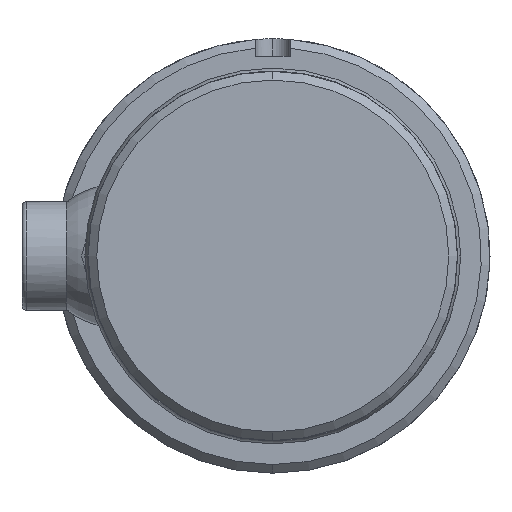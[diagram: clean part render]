
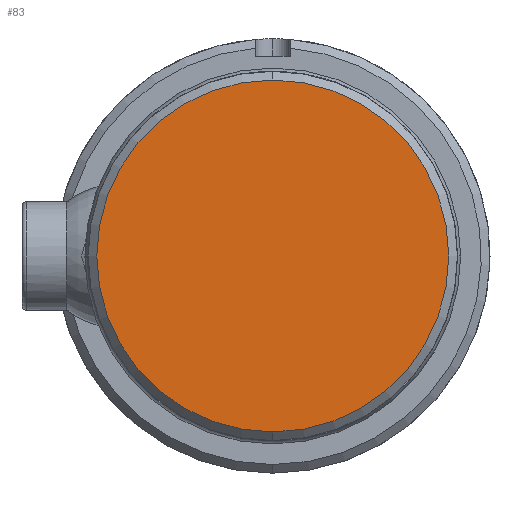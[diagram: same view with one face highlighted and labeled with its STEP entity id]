
A CAD part, left-side view. The second image highlights one B-rep face of the part: STEP entity #83.
In plain terms, the highlighted planar face has unit normal (-1, 0, 0).
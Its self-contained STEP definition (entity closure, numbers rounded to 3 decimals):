
#83 = ADVANCED_FACE ( 'NONE', ( #726 ), #1273, .F. ) ;
#227 = CARTESIAN_POINT ( 'NONE',  ( 0., 0., 0. ) ) ;
#266 = ORIENTED_EDGE ( 'NONE', *, *, #2101, .T. ) ;
#281 = CARTESIAN_POINT ( 'NONE',  ( 0., 0., 0. ) ) ;
#340 = CIRCLE ( 'NONE', #474, 40.5 ) ;
#345 = EDGE_CURVE ( 'NONE', #872, #2559, #3082, .T. ) ;
#430 = CARTESIAN_POINT ( 'NONE',  ( 0., 0., -40.5 ) ) ;
#474 = AXIS2_PLACEMENT_3D ( 'NONE', #227, #1982, #491 ) ;
#491 = DIRECTION ( 'NONE',  ( 0., 0., -1. ) ) ;
#540 = EDGE_LOOP ( 'NONE', ( #266, #873 ) ) ;
#726 = FACE_OUTER_BOUND ( 'NONE', #540, .T. ) ;
#872 = VERTEX_POINT ( 'NONE', #1173 ) ;
#873 = ORIENTED_EDGE ( 'NONE', *, *, #345, .T. ) ;
#1022 = DIRECTION ( 'NONE',  ( -1., 0., 0. ) ) ;
#1173 = CARTESIAN_POINT ( 'NONE',  ( 0., 0., 40.5 ) ) ;
#1273 = PLANE ( 'NONE',  #2861 ) ;
#1525 = DIRECTION ( 'NONE',  ( 1., 0., 0. ) ) ;
#1765 = DIRECTION ( 'NONE',  ( 0., 0., -1. ) ) ;
#1982 = DIRECTION ( 'NONE',  ( -1., 0., 0. ) ) ;
#2101 = EDGE_CURVE ( 'NONE', #2559, #872, #340, .T. ) ;
#2508 = CARTESIAN_POINT ( 'NONE',  ( 0., 0., 0. ) ) ;
#2559 = VERTEX_POINT ( 'NONE', #430 ) ;
#2753 = DIRECTION ( 'NONE',  ( 0., 0., -1. ) ) ;
#2861 = AXIS2_PLACEMENT_3D ( 'NONE', #281, #1525, #1765 ) ;
#3082 = CIRCLE ( 'NONE', #3169, 40.5 ) ;
#3169 = AXIS2_PLACEMENT_3D ( 'NONE', #2508, #1022, #2753 ) ;
